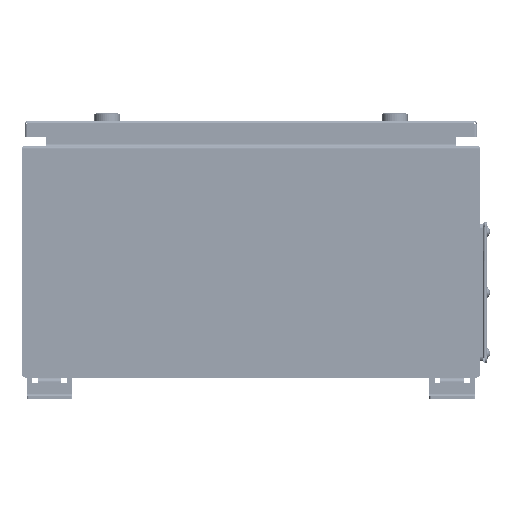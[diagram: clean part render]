
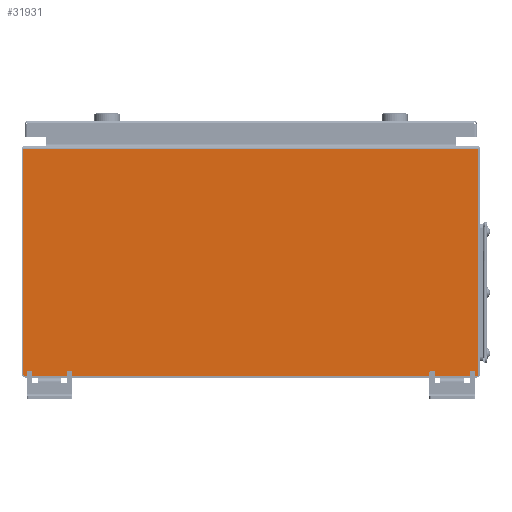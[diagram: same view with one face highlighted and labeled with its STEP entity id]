
A CAD part, left-side view. The second image highlights one B-rep face of the part: STEP entity #31931.
In plain terms, the highlighted planar face has unit normal (-1, 0, 0).
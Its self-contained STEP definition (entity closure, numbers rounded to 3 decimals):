
#3322 = ORIENTED_EDGE ( 'NONE', *, *, #28952, .F. ) ;
#4133 = CIRCLE ( 'NONE', #44792, 3. ) ;
#6023 = VERTEX_POINT ( 'NONE', #63948 ) ;
#7856 = ORIENTED_EDGE ( 'NONE', *, *, #70616, .F. ) ;
#9069 = ORIENTED_EDGE ( 'NONE', *, *, #60642, .T. ) ;
#10083 = CARTESIAN_POINT ( 'NONE',  ( -1.5, -247., -123.5 ) ) ;
#10955 = VERTEX_POINT ( 'NONE', #15955 ) ;
#14046 = DIRECTION ( 'NONE',  ( 0., 0., -1. ) ) ;
#14199 = EDGE_CURVE ( 'NONE', #68119, #35017, #29473, .T. ) ;
#14236 = CARTESIAN_POINT ( 'NONE',  ( -1.5, 250., 126.5 ) ) ;
#14627 = DIRECTION ( 'NONE',  ( -1., 0., 0. ) ) ;
#14821 = VECTOR ( 'NONE', #59107, 1000. ) ;
#14970 = DIRECTION ( 'NONE',  ( 0., 0., 1. ) ) ;
#15955 = CARTESIAN_POINT ( 'NONE',  ( -1.5, 247., -126.5 ) ) ;
#17991 = EDGE_CURVE ( 'NONE', #68611, #10955, #46248, .T. ) ;
#19507 = DIRECTION ( 'NONE',  ( 0., 0., 1. ) ) ;
#23171 = DIRECTION ( 'NONE',  ( 0., 0., 1. ) ) ;
#24267 = DIRECTION ( 'NONE',  ( 0., 0., 1. ) ) ;
#26385 = CARTESIAN_POINT ( 'NONE',  ( -1.5, -250., 126.5 ) ) ;
#26390 = VECTOR ( 'NONE', #14970, 1000. ) ;
#26550 = VERTEX_POINT ( 'NONE', #61722 ) ;
#27348 = DIRECTION ( 'NONE',  ( -1., 0., 0. ) ) ;
#28952 = EDGE_CURVE ( 'NONE', #68119, #6023, #53798, .T. ) ;
#29473 = LINE ( 'NONE', #52754, #14821 ) ;
#31050 = CARTESIAN_POINT ( 'NONE',  ( -1.5, 250., 123.5 ) ) ;
#31931 = ADVANCED_FACE ( 'NONE', ( #64038 ), #35867, .T. ) ;
#35017 = VERTEX_POINT ( 'NONE', #31050 ) ;
#35867 = PLANE ( 'NONE',  #67409 ) ;
#40955 = DIRECTION ( 'NONE',  ( 0., 1., 0. ) ) ;
#40998 = CARTESIAN_POINT ( 'NONE',  ( -1.5, -250., 123.5 ) ) ;
#44792 = AXIS2_PLACEMENT_3D ( 'NONE', #10083, #27348, #23171 ) ;
#46248 = LINE ( 'NONE', #63502, #47662 ) ;
#47157 = DIRECTION ( 'NONE',  ( -1., 0., 0. ) ) ;
#47466 = EDGE_CURVE ( 'NONE', #68611, #6023, #4133, .T. ) ;
#47662 = VECTOR ( 'NONE', #40955, 1000. ) ;
#47688 = CARTESIAN_POINT ( 'NONE',  ( -1.5, -247., -126.5 ) ) ;
#51742 = EDGE_LOOP ( 'NONE', ( #66642, #69554, #3322, #68612, #7856, #9069 ) ) ;
#52754 = CARTESIAN_POINT ( 'NONE',  ( -1.5, -250., 123.5 ) ) ;
#53798 = LINE ( 'NONE', #26385, #58935 ) ;
#54376 = CARTESIAN_POINT ( 'NONE',  ( -1.5, 247., -123.5 ) ) ;
#57299 = CARTESIAN_POINT ( 'NONE',  ( -1.5, 0., 0. ) ) ;
#58935 = VECTOR ( 'NONE', #14046, 1000. ) ;
#59107 = DIRECTION ( 'NONE',  ( 0., 1., 0. ) ) ;
#60642 = EDGE_CURVE ( 'NONE', #26550, #10955, #61291, .T. ) ;
#61291 = CIRCLE ( 'NONE', #69707, 3. ) ;
#61722 = CARTESIAN_POINT ( 'NONE',  ( -1.5, 250., -123.5 ) ) ;
#63502 = CARTESIAN_POINT ( 'NONE',  ( -1.5, -250., -126.5 ) ) ;
#63948 = CARTESIAN_POINT ( 'NONE',  ( -1.5, -250., -123.5 ) ) ;
#64038 = FACE_OUTER_BOUND ( 'NONE', #51742, .T. ) ;
#65607 = LINE ( 'NONE', #14236, #26390 ) ;
#66642 = ORIENTED_EDGE ( 'NONE', *, *, #17991, .F. ) ;
#67409 = AXIS2_PLACEMENT_3D ( 'NONE', #57299, #47157, #24267 ) ;
#68119 = VERTEX_POINT ( 'NONE', #40998 ) ;
#68611 = VERTEX_POINT ( 'NONE', #47688 ) ;
#68612 = ORIENTED_EDGE ( 'NONE', *, *, #14199, .T. ) ;
#69554 = ORIENTED_EDGE ( 'NONE', *, *, #47466, .T. ) ;
#69707 = AXIS2_PLACEMENT_3D ( 'NONE', #54376, #14627, #19507 ) ;
#70616 = EDGE_CURVE ( 'NONE', #26550, #35017, #65607, .T. ) ;
